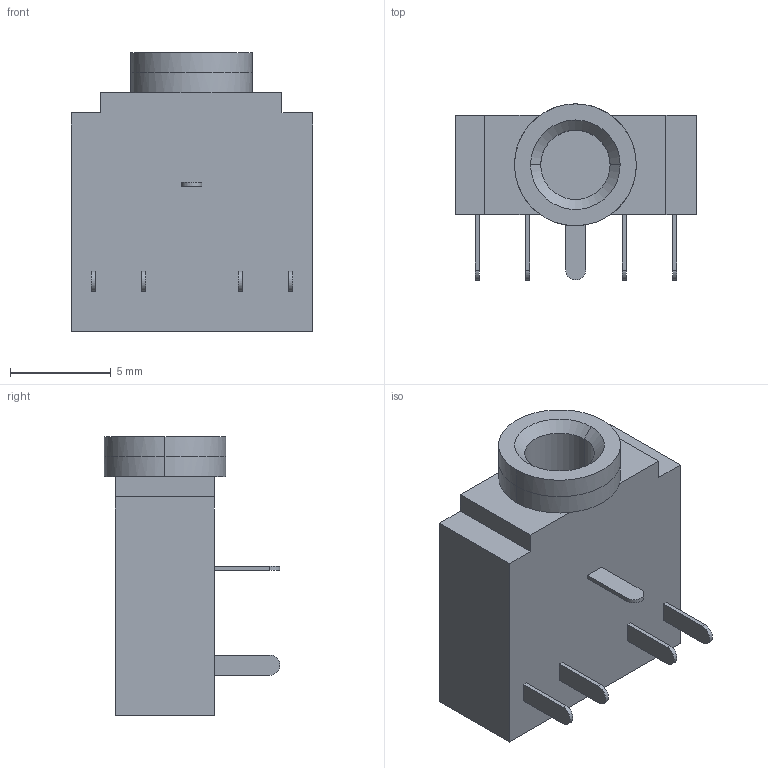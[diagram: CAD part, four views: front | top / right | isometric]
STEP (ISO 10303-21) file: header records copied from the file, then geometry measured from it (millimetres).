
FILE_DESCRIPTION (( 'STEP AP214' ), '1' );
FILE_NAME ('PCB Mount 3.5mm 5 Pin Socket.STEP', '2021-09-22T00:39:35', ( '' ), ( '' ), 'SwSTEP 2.0', 'SolidWorks 2020', '' );
FILE_SCHEMA (( 'AUTOMOTIVE_DESIGN' ));
Length unit declared in the file: millimetre
Products named in the file (1): PCB Mount 3.5mm 5 Pin Socket
Bounding box: 12 x 8.73 x 13.85 mm (x, y, z)
Volume: 650.6 mm3; surface area: 699.5 mm2
Topology: 1 solids, 1 shells, 48 faces, 112 edges, 72 vertices
Faces by surface type: plane 35, cylinder 11, cone 2
Entity records: 1783 total; most frequent: CARTESIAN_POINT 267, DIRECTION 232, ORIENTED_EDGE 224, EDGE_CURVE 112, VECTOR 86, LINE 86, AXIS2_PLACEMENT_3D 73, VERTEX_POINT 72
